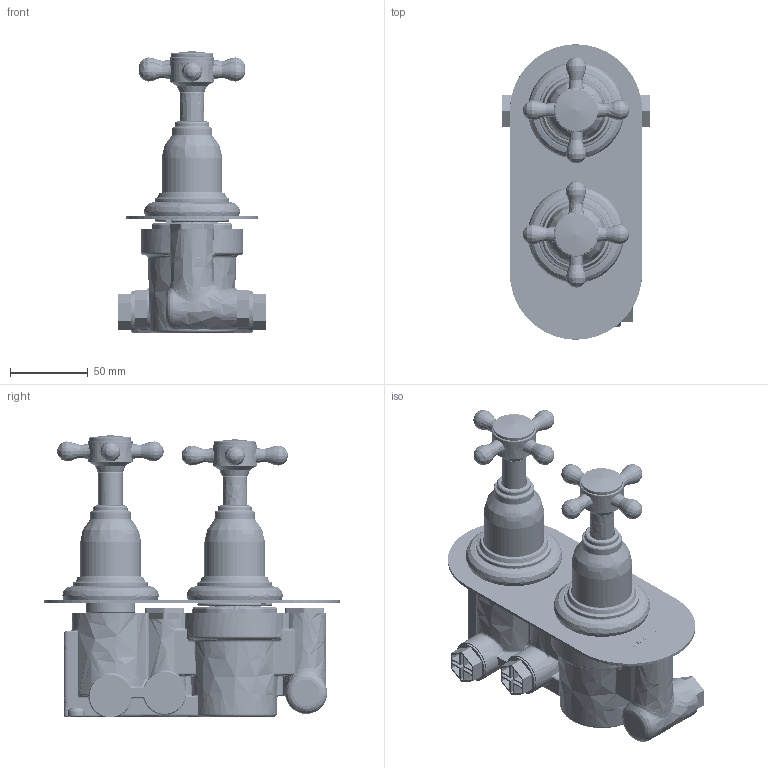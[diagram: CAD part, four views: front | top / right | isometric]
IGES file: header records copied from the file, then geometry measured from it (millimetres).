
Global section: file name: V211-TX; native system: Autodesk Inventor 2018; preprocessor: unknown; author: adaniels; date: 20171205.102426; units: millimetre
Bounding box: 94.8 x 189.89 x 181.44 mm (x, y, z)
Volume: 524180.5 mm3; surface area: 297890.7 mm2
Topology: 60 solids, 65 shells, 2524 faces, 6752 edges, 4452 vertices
Faces by surface type: bspline 2524
